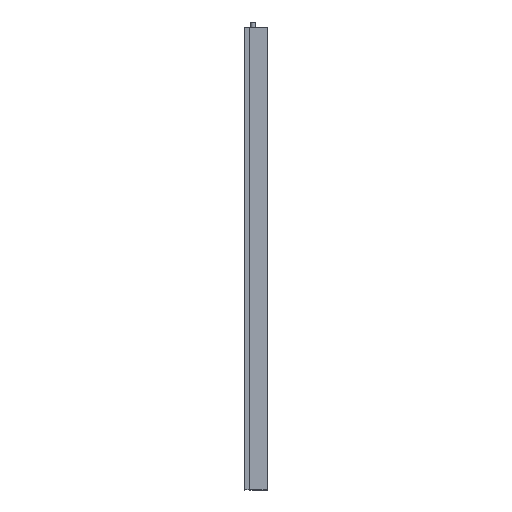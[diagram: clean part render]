
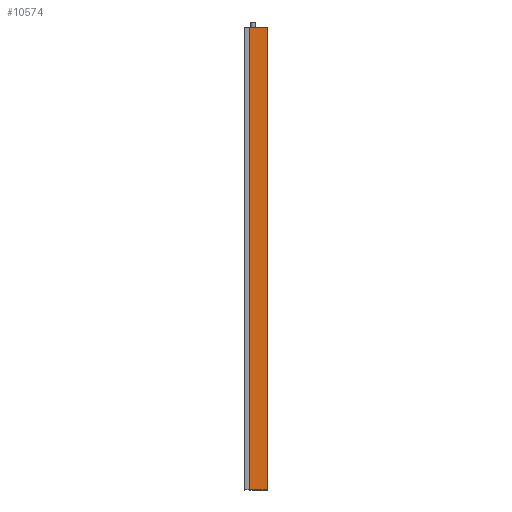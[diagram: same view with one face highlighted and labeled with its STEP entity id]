
A CAD part, left-side view. The second image highlights one B-rep face of the part: STEP entity #10574.
In plain terms, the highlighted planar face has unit normal (-1, 0, 0).
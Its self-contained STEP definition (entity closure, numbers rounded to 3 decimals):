
#629 = VERTEX_POINT ( 'NONE', #11630 ) ;
#3551 = PLANE ( 'NONE',  #19207 ) ;
#4058 = VERTEX_POINT ( 'NONE', #22187 ) ;
#4529 = VECTOR ( 'NONE', #17241, 1000. ) ;
#4889 = ORIENTED_EDGE ( 'NONE', *, *, #19346, .F. ) ;
#5125 = VECTOR ( 'NONE', #24069, 1000. ) ;
#5419 = EDGE_CURVE ( 'NONE', #4058, #13799, #20152, .T. ) ;
#6335 = VECTOR ( 'NONE', #8364, 1000. ) ;
#6552 = EDGE_CURVE ( 'NONE', #24391, #13799, #10805, .T. ) ;
#8233 = EDGE_CURVE ( 'NONE', #629, #4058, #33038, .T. ) ;
#8279 = VECTOR ( 'NONE', #27075, 1000. ) ;
#8364 = DIRECTION ( 'NONE',  ( 0., 0., -1. ) ) ;
#8575 = EDGE_LOOP ( 'NONE', ( #15266, #14233, #4889, #16503 ) ) ;
#9722 = CARTESIAN_POINT ( 'NONE',  ( -8.25, 0.3, 709. ) ) ;
#10574 = ADVANCED_FACE ( 'NONE', ( #31698 ), #3551, .F. ) ;
#10805 = LINE ( 'NONE', #12991, #5125 ) ;
#11630 = CARTESIAN_POINT ( 'NONE',  ( -8.25, 27.7, 709. ) ) ;
#12991 = CARTESIAN_POINT ( 'NONE',  ( -8.25, 0.3, 709. ) ) ;
#13799 = VERTEX_POINT ( 'NONE', #28874 ) ;
#14233 = ORIENTED_EDGE ( 'NONE', *, *, #6552, .F. ) ;
#14629 = DIRECTION ( 'NONE',  ( 1., 0., 0. ) ) ;
#15266 = ORIENTED_EDGE ( 'NONE', *, *, #5419, .T. ) ;
#16503 = ORIENTED_EDGE ( 'NONE', *, *, #8233, .T. ) ;
#17241 = DIRECTION ( 'NONE',  ( 0., -1., 0. ) ) ;
#19207 = AXIS2_PLACEMENT_3D ( 'NONE', #9722, #14629, #22980 ) ;
#19346 = EDGE_CURVE ( 'NONE', #629, #24391, #32688, .T. ) ;
#20152 = LINE ( 'NONE', #26313, #4529 ) ;
#22187 = CARTESIAN_POINT ( 'NONE',  ( -8.25, 27.7, 0. ) ) ;
#22980 = DIRECTION ( 'NONE',  ( 0., 0., -1. ) ) ;
#24069 = DIRECTION ( 'NONE',  ( 0., 0., -1. ) ) ;
#24391 = VERTEX_POINT ( 'NONE', #29939 ) ;
#26313 = CARTESIAN_POINT ( 'NONE',  ( -8.25, 0.3, 0. ) ) ;
#27075 = DIRECTION ( 'NONE',  ( 0., -1., 0. ) ) ;
#28874 = CARTESIAN_POINT ( 'NONE',  ( -8.25, 0.3, 0. ) ) ;
#29939 = CARTESIAN_POINT ( 'NONE',  ( -8.25, 0.3, 709. ) ) ;
#31698 = FACE_OUTER_BOUND ( 'NONE', #8575, .T. ) ;
#32688 = LINE ( 'NONE', #33045, #8279 ) ;
#33038 = LINE ( 'NONE', #33214, #6335 ) ;
#33045 = CARTESIAN_POINT ( 'NONE',  ( -8.25, 0.3, 709. ) ) ;
#33214 = CARTESIAN_POINT ( 'NONE',  ( -8.25, 27.7, 709. ) ) ;
